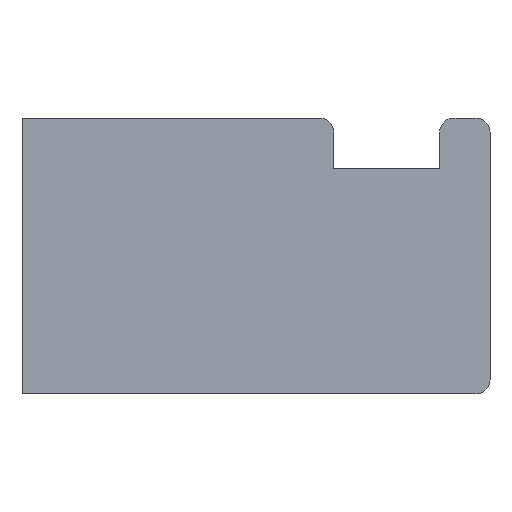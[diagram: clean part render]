
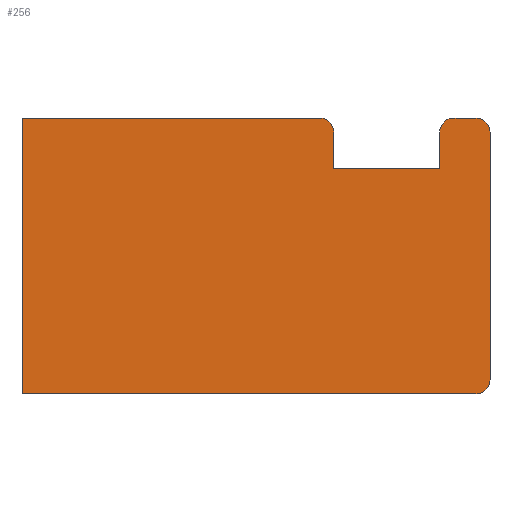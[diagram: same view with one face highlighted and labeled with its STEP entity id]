
A CAD part, top view. The second image highlights one B-rep face of the part: STEP entity #256.
In plain terms, the highlighted planar face has unit normal (0, 0, 1).
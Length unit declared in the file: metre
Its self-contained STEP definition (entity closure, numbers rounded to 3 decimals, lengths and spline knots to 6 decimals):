
#20=CIRCLE('',#288,0.001);
#21=CIRCLE('',#289,0.001);
#22=CIRCLE('',#290,0.001);
#23=CIRCLE('',#291,0.001);
#56=ORIENTED_EDGE('',*,*,#121,.F.);
#57=ORIENTED_EDGE('',*,*,#122,.T.);
#58=ORIENTED_EDGE('',*,*,#116,.F.);
#59=ORIENTED_EDGE('',*,*,#100,.T.);
#60=ORIENTED_EDGE('',*,*,#115,.T.);
#61=ORIENTED_EDGE('',*,*,#123,.T.);
#62=ORIENTED_EDGE('',*,*,#119,.F.);
#63=ORIENTED_EDGE('',*,*,#124,.T.);
#64=ORIENTED_EDGE('',*,*,#98,.F.);
#65=ORIENTED_EDGE('',*,*,#125,.T.);
#66=ORIENTED_EDGE('',*,*,#126,.T.);
#67=ORIENTED_EDGE('',*,*,#127,.F.);
#98=EDGE_CURVE('',#134,#135,#158,.T.);
#100=EDGE_CURVE('',#136,#137,#160,.T.);
#115=EDGE_CURVE('',#137,#148,#171,.T.);
#116=EDGE_CURVE('',#136,#149,#172,.T.);
#119=EDGE_CURVE('',#150,#151,#175,.T.);
#121=EDGE_CURVE('',#152,#153,#177,.T.);
#122=EDGE_CURVE('',#152,#149,#20,.T.);
#123=EDGE_CURVE('',#148,#151,#21,.T.);
#124=EDGE_CURVE('',#150,#135,#22,.T.);
#125=EDGE_CURVE('',#134,#154,#23,.T.);
#126=EDGE_CURVE('',#154,#155,#178,.T.);
#127=EDGE_CURVE('',#153,#155,#179,.T.);
#134=VERTEX_POINT('',#379);
#135=VERTEX_POINT('',#381);
#136=VERTEX_POINT('',#385);
#137=VERTEX_POINT('',#386);
#148=VERTEX_POINT('',#413);
#149=VERTEX_POINT('',#417);
#150=VERTEX_POINT('',#421);
#151=VERTEX_POINT('',#423);
#152=VERTEX_POINT('',#427);
#153=VERTEX_POINT('',#428);
#154=VERTEX_POINT('',#433);
#155=VERTEX_POINT('',#435);
#158=LINE('',#380,#186);
#160=LINE('',#384,#188);
#171=LINE('',#414,#199);
#172=LINE('',#416,#200);
#175=LINE('',#422,#203);
#177=LINE('',#426,#205);
#178=LINE('',#434,#206);
#179=LINE('',#436,#207);
#186=VECTOR('',#305,1.);
#188=VECTOR('',#309,1.);
#199=VECTOR('',#332,1.);
#200=VECTOR('',#335,1.);
#203=VECTOR('',#340,1.);
#205=VECTOR('',#344,1.);
#206=VECTOR('',#353,1.);
#207=VECTOR('',#354,1.);
#218=EDGE_LOOP('',(#56,#57,#58,#59,#60,#61,#62,#63,#64,#65,#66,#67));
#232=FACE_BOUND('',#218,.T.);
#246=PLANE('',#287);
#256=ADVANCED_FACE('',(#232),#246,.T.);
#287=AXIS2_PLACEMENT_3D('',#425,#342,#343);
#288=AXIS2_PLACEMENT_3D('',#429,#345,#346);
#289=AXIS2_PLACEMENT_3D('',#430,#347,#348);
#290=AXIS2_PLACEMENT_3D('',#431,#349,#350);
#291=AXIS2_PLACEMENT_3D('',#432,#351,#352);
#305=DIRECTION('',(1.,0.,0.));
#309=DIRECTION('',(0.,-1.,0.));
#332=DIRECTION('',(1.,0.,0.));
#335=DIRECTION('',(1.,0.,0.));
#340=DIRECTION('',(0.,-1.,0.));
#342=DIRECTION('',(0.,0.,1.));
#343=DIRECTION('',(1.,0.,0.));
#344=DIRECTION('',(0.,-1.,0.));
#345=DIRECTION('',(0.,0.,1.));
#346=DIRECTION('',(0.,-1.,0.));
#347=DIRECTION('',(0.,0.,1.));
#348=DIRECTION('',(0.,-1.,0.));
#349=DIRECTION('',(0.,0.,1.));
#350=DIRECTION('',(0.,-1.,0.));
#351=DIRECTION('',(0.,0.,1.));
#352=DIRECTION('',(0.,-1.,0.));
#353=DIRECTION('',(0.,-1.,0.));
#354=DIRECTION('',(1.,0.,0.));
#379=CARTESIAN_POINT('',(0.0207,0.00975,0.007));
#380=CARTESIAN_POINT('',(0.006715,0.00975,0.007));
#381=CARTESIAN_POINT('',(0.02225,0.00975,0.007));
#384=CARTESIAN_POINT('',(-0.00982,0.,0.007));
#385=CARTESIAN_POINT('',(-0.00982,0.00975,0.007));
#386=CARTESIAN_POINT('',(-0.00982,-0.00975,0.007));
#413=CARTESIAN_POINT('',(0.02225,-0.00975,0.007));
#414=CARTESIAN_POINT('',(0.006715,-0.00975,0.007));
#416=CARTESIAN_POINT('',(0.006715,0.00975,0.007));
#417=CARTESIAN_POINT('',(0.0112,0.00975,0.007));
#421=CARTESIAN_POINT('',(0.02325,0.00875,0.007));
#422=CARTESIAN_POINT('',(0.02325,0.,0.007));
#423=CARTESIAN_POINT('',(0.02325,-0.00875,0.007));
#425=CARTESIAN_POINT('',(0.01595,0.00435,0.007));
#426=CARTESIAN_POINT('',(0.0122,0.00795,0.007));
#427=CARTESIAN_POINT('',(0.0122,0.00875,0.007));
#428=CARTESIAN_POINT('',(0.0122,0.00615,0.007));
#429=CARTESIAN_POINT('',(0.0112,0.00875,0.007));
#430=CARTESIAN_POINT('',(0.02225,-0.00875,0.007));
#431=CARTESIAN_POINT('',(0.02225,0.00875,0.007));
#432=CARTESIAN_POINT('',(0.0207,0.00875,0.007));
#433=CARTESIAN_POINT('',(0.0197,0.00875,0.007));
#434=CARTESIAN_POINT('',(0.0197,0.00795,0.007));
#435=CARTESIAN_POINT('',(0.0197,0.00615,0.007));
#436=CARTESIAN_POINT('',(0.01595,0.00615,0.007));
